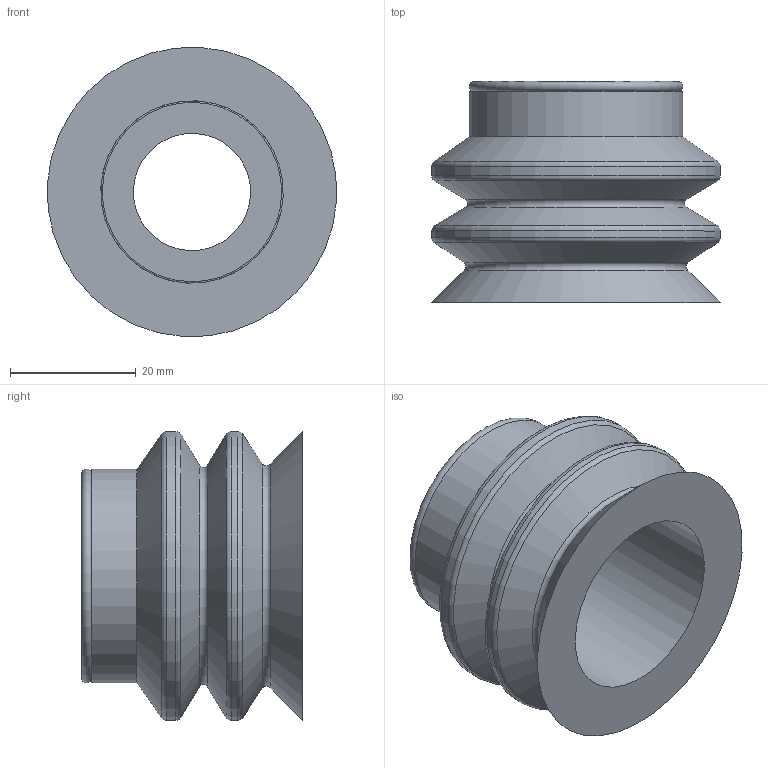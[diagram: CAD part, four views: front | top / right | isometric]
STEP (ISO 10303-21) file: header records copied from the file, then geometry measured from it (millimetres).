
FILE_DESCRIPTION(/* description */ (''),/* implementation_level */ '2;1');
FILE_NAME(/* name */ 'vf45nit_rac21r1-2h.stp',/* time_stamp */ '2020-10-27T10:08:42+01:00',/* author */ ('enginyeria'),/* organization */ (''),/* preprocessor_version */ 'ST-DEVELOPER v17.2',/* originating_system */ 'Autodesk Inventor 2019',/* authorisation */ '');
FILE_SCHEMA (('CONFIG_CONTROL_DESIGN'));
Length unit declared in the file: millimetre
Products named in the file (1): Pieza65
Bounding box: 45.92 x 35.1 x 45.92 mm (x, y, z)
Volume: 21984.1 mm3; surface area: 11753.6 mm2
Topology: 1 solids, 2 shells, 28 faces, 90 edges, 68 vertices
Faces by surface type: torus 9, cylinder 7, cone 6, plane 6
Full cylindrical faces by diameter (mm): 18.631 x1, 23 x1, 29 x2, 34 x1, 46 x2
Entity records: 1176 total; most frequent: DIRECTION 225, CARTESIAN_POINT 187, ORIENTED_EDGE 180, AXIS2_PLACEMENT_3D 106, EDGE_CURVE 90, CIRCLE 77, VERTEX_POINT 68, EDGE_LOOP 34
